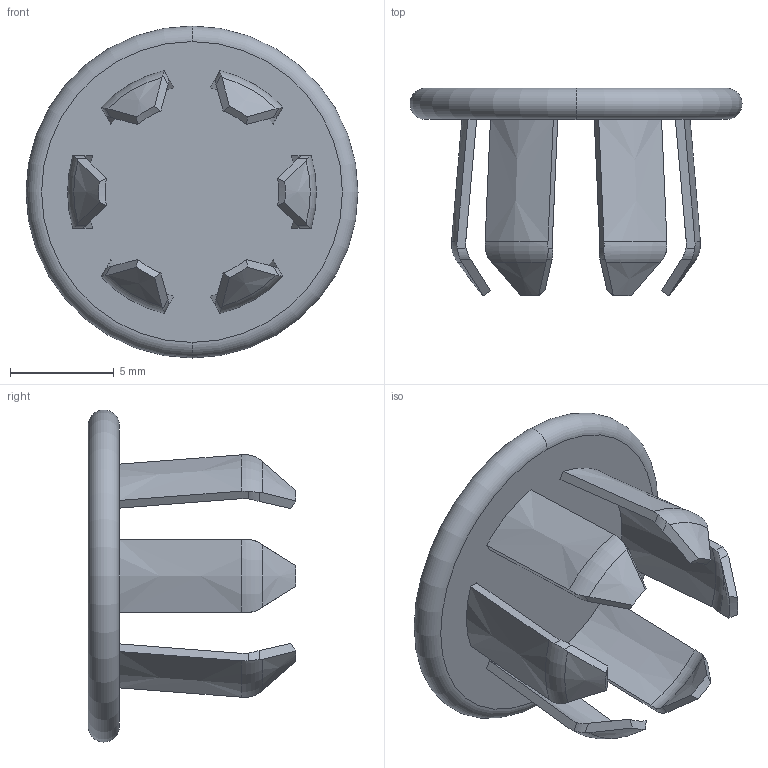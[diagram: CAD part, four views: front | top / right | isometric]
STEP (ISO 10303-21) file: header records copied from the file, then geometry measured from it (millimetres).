
FILE_DESCRIPTION (( 'STEP AP203' ), '1' );
FILE_NAME ('sone3D.STEP', '2017-08-10T07:33:35', ( '' ), ( '' ), 'SwSTEP 2.0', 'SolidWorks 2014', '' );
FILE_SCHEMA (( 'CONFIG_CONTROL_DESIGN' ));
Length unit declared in the file: millimetre
Products named in the file (1): sone3D
Bounding box: 16 x 10 x 16 mm (x, y, z)
Volume: 358.5 mm3; surface area: 829.3 mm2
Topology: 1 solids, 1 shells, 82 faces, 222 edges, 148 vertices
Faces by surface type: cone 30, plane 26, torus 14, cylinder 12
Entity records: 2909 total; most frequent: CARTESIAN_POINT 969, ORIENTED_EDGE 444, DIRECTION 310, EDGE_CURVE 222, VERTEX_POINT 148, AXIS2_PLACEMENT_3D 137, B_SPLINE_CURVE_WITH_KNOTS 132, EDGE_LOOP 88
